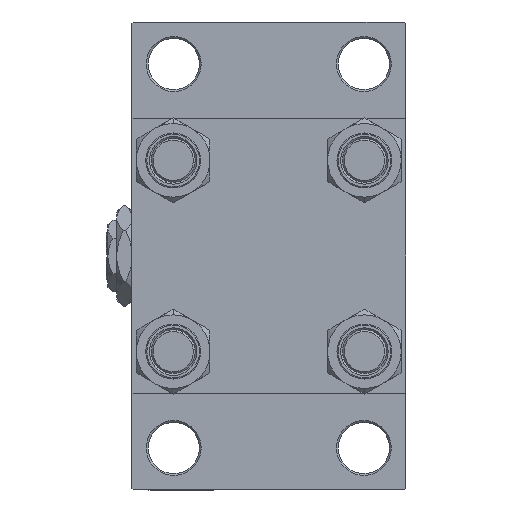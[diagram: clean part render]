
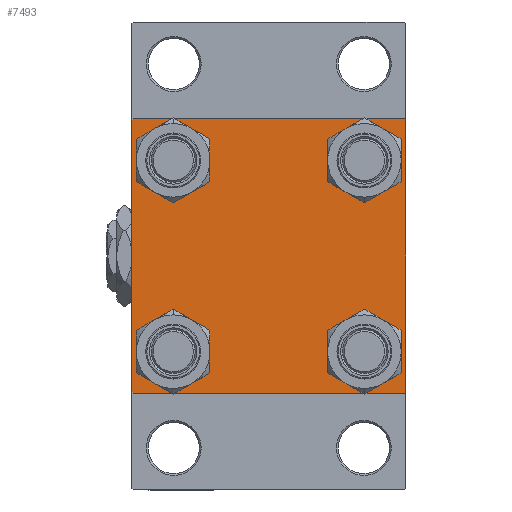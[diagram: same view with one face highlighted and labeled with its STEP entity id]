
A CAD part, left-side view. The second image highlights one B-rep face of the part: STEP entity #7493.
In plain terms, the highlighted planar face has unit normal (-1, 0, 0).
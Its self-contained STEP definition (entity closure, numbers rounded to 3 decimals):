
#16 = DIRECTION ( 'NONE',  ( 1., 0., 0. ) ) ;
#87 = VERTEX_POINT ( 'NONE', #37936 ) ;
#267 = AXIS2_PLACEMENT_3D ( 'NONE', #36180, #40129, #32229 ) ;
#354 = ORIENTED_EDGE ( 'NONE', *, *, #6475, .T. ) ;
#2106 = CIRCLE ( 'NONE', #25805, 6.5 ) ;
#3363 = VERTEX_POINT ( 'NONE', #13636 ) ;
#3424 = LINE ( 'NONE', #25947, #6090 ) ;
#3544 = FACE_BOUND ( 'NONE', #7078, .T. ) ;
#3580 = CARTESIAN_POINT ( 'NONE',  ( 0., 37.5, 37.5 ) ) ;
#3621 = DIRECTION ( 'NONE',  ( 0., 0., 1. ) ) ;
#3779 = CARTESIAN_POINT ( 'NONE',  ( 0., 26.15, 19.65 ) ) ;
#4037 = FACE_BOUND ( 'NONE', #18160, .T. ) ;
#4287 = DIRECTION ( 'NONE',  ( 0., 0., 1. ) ) ;
#4498 = DIRECTION ( 'NONE',  ( 0., 0., -1. ) ) ;
#5186 = ORIENTED_EDGE ( 'NONE', *, *, #34802, .T. ) ;
#5288 = DIRECTION ( 'NONE',  ( 0., -0.707, -0.707 ) ) ;
#5331 = EDGE_CURVE ( 'NONE', #16503, #6692, #2106, .T. ) ;
#5543 = VECTOR ( 'NONE', #5288, 1000. ) ;
#5639 = LINE ( 'NONE', #35342, #19156 ) ;
#5856 = VERTEX_POINT ( 'NONE', #20849 ) ;
#6090 = VECTOR ( 'NONE', #19245, 1000. ) ;
#6475 = EDGE_CURVE ( 'NONE', #8356, #16686, #20337, .T. ) ;
#6557 = DIRECTION ( 'NONE',  ( 1., 0., 0. ) ) ;
#6692 = VERTEX_POINT ( 'NONE', #28784 ) ;
#7078 = EDGE_LOOP ( 'NONE', ( #48392, #32334 ) ) ;
#7252 = CARTESIAN_POINT ( 'NONE',  ( 0., 0., 0. ) ) ;
#7492 = CARTESIAN_POINT ( 'NONE',  ( 0., 26.15, -19.65 ) ) ;
#7493 = ADVANCED_FACE ( 'NONE', ( #4037, #3544, #45863, #26803, #11457 ), #37194, .T. ) ;
#7539 = LINE ( 'NONE', #3580, #15274 ) ;
#8182 = CARTESIAN_POINT ( 'NONE',  ( 0., -26.15, -26.15 ) ) ;
#8356 = VERTEX_POINT ( 'NONE', #36291 ) ;
#8443 = CARTESIAN_POINT ( 'NONE',  ( 0., 37.5, 37.5 ) ) ;
#8924 = LINE ( 'NONE', #8443, #13714 ) ;
#9139 = ORIENTED_EDGE ( 'NONE', *, *, #21356, .T. ) ;
#9203 = DIRECTION ( 'NONE',  ( 0., 0., 1. ) ) ;
#11457 = FACE_OUTER_BOUND ( 'NONE', #15961, .T. ) ;
#11565 = CARTESIAN_POINT ( 'NONE',  ( 0., -37.5, 37.5 ) ) ;
#11641 = AXIS2_PLACEMENT_3D ( 'NONE', #35441, #43101, #9203 ) ;
#12233 = DIRECTION ( 'NONE',  ( 0., 0., 1. ) ) ;
#12900 = VECTOR ( 'NONE', #34010, 1000. ) ;
#12959 = CARTESIAN_POINT ( 'NONE',  ( 0., 37.5, -37. ) ) ;
#13115 = EDGE_CURVE ( 'NONE', #43828, #27888, #19648, .T. ) ;
#13311 = DIRECTION ( 'NONE',  ( 1., 0., 0. ) ) ;
#13636 = CARTESIAN_POINT ( 'NONE',  ( 0., -26.15, -32.65 ) ) ;
#13714 = VECTOR ( 'NONE', #4498, 1000. ) ;
#14452 = AXIS2_PLACEMENT_3D ( 'NONE', #44984, #26158, #33327 ) ;
#14571 = CARTESIAN_POINT ( 'NONE',  ( 0., -37.5, -37. ) ) ;
#14702 = DIRECTION ( 'NONE',  ( 0., -1., 0. ) ) ;
#14739 = EDGE_CURVE ( 'NONE', #27858, #20335, #43319, .T. ) ;
#14935 = CARTESIAN_POINT ( 'NONE',  ( 0., -37.5, 37. ) ) ;
#14988 = DIRECTION ( 'NONE',  ( 1., 0., 0. ) ) ;
#15036 = CARTESIAN_POINT ( 'NONE',  ( 0., 26.15, -32.65 ) ) ;
#15184 = CARTESIAN_POINT ( 'NONE',  ( 0., 37.5, 37. ) ) ;
#15274 = VECTOR ( 'NONE', #14702, 1000. ) ;
#15685 = CARTESIAN_POINT ( 'NONE',  ( 0., 37.25, -37.25 ) ) ;
#15961 = EDGE_LOOP ( 'NONE', ( #26612, #29972, #32274, #40522, #41524, #47443, #38953, #5186 ) ) ;
#16503 = VERTEX_POINT ( 'NONE', #21826 ) ;
#16686 = VERTEX_POINT ( 'NONE', #3779 ) ;
#17943 = CIRCLE ( 'NONE', #28231, 6.5 ) ;
#18160 = EDGE_LOOP ( 'NONE', ( #42008, #32331 ) ) ;
#18458 = CARTESIAN_POINT ( 'NONE',  ( 0., -26.15, 26.15 ) ) ;
#18911 = CARTESIAN_POINT ( 'NONE',  ( 0., 37.25, 37.25 ) ) ;
#19156 = VECTOR ( 'NONE', #32352, 1000. ) ;
#19245 = DIRECTION ( 'NONE',  ( 0., 0.707, 0.707 ) ) ;
#19648 = LINE ( 'NONE', #15685, #5543 ) ;
#20147 = AXIS2_PLACEMENT_3D ( 'NONE', #43439, #6557, #40432 ) ;
#20273 = VERTEX_POINT ( 'NONE', #40068 ) ;
#20335 = VERTEX_POINT ( 'NONE', #14571 ) ;
#20337 = CIRCLE ( 'NONE', #21105, 6.5 ) ;
#20507 = EDGE_CURVE ( 'NONE', #27888, #27858, #5639, .T. ) ;
#20849 = CARTESIAN_POINT ( 'NONE',  ( 0., -26.15, -19.65 ) ) ;
#21105 = AXIS2_PLACEMENT_3D ( 'NONE', #31040, #43153, #12233 ) ;
#21160 = CIRCLE ( 'NONE', #48797, 6.5 ) ;
#21356 = EDGE_CURVE ( 'NONE', #34029, #27836, #35793, .T. ) ;
#21452 = CARTESIAN_POINT ( 'NONE',  ( 0., -26.15, 26.15 ) ) ;
#21826 = CARTESIAN_POINT ( 'NONE',  ( 0., -26.15, 32.65 ) ) ;
#22617 = LINE ( 'NONE', #18911, #12900 ) ;
#23126 = EDGE_CURVE ( 'NONE', #16686, #8356, #41343, .T. ) ;
#23464 = EDGE_CURVE ( 'NONE', #34877, #43828, #8924, .T. ) ;
#25805 = AXIS2_PLACEMENT_3D ( 'NONE', #21452, #13311, #36807 ) ;
#25947 = CARTESIAN_POINT ( 'NONE',  ( 0., -37.25, 37.25 ) ) ;
#26158 = DIRECTION ( 'NONE',  ( 1., 0., 0. ) ) ;
#26411 = ORIENTED_EDGE ( 'NONE', *, *, #23126, .T. ) ;
#26612 = ORIENTED_EDGE ( 'NONE', *, *, #23464, .T. ) ;
#26803 = FACE_BOUND ( 'NONE', #38824, .T. ) ;
#27836 = VERTEX_POINT ( 'NONE', #15036 ) ;
#27858 = VERTEX_POINT ( 'NONE', #40776 ) ;
#27888 = VERTEX_POINT ( 'NONE', #41773 ) ;
#28231 = AXIS2_PLACEMENT_3D ( 'NONE', #8182, #16, #34413 ) ;
#28784 = CARTESIAN_POINT ( 'NONE',  ( 0., -26.15, 19.65 ) ) ;
#29063 = AXIS2_PLACEMENT_3D ( 'NONE', #7252, #44877, #4287 ) ;
#29972 = ORIENTED_EDGE ( 'NONE', *, *, #13115, .T. ) ;
#31040 = CARTESIAN_POINT ( 'NONE',  ( 0., 26.15, 26.15 ) ) ;
#32190 = CIRCLE ( 'NONE', #11641, 6.5 ) ;
#32229 = DIRECTION ( 'NONE',  ( 0., 0., 1. ) ) ;
#32274 = ORIENTED_EDGE ( 'NONE', *, *, #20507, .T. ) ;
#32331 = ORIENTED_EDGE ( 'NONE', *, *, #47134, .T. ) ;
#32334 = ORIENTED_EDGE ( 'NONE', *, *, #46668, .T. ) ;
#32352 = DIRECTION ( 'NONE',  ( 0., -1., 0. ) ) ;
#32761 = ORIENTED_EDGE ( 'NONE', *, *, #46456, .T. ) ;
#33327 = DIRECTION ( 'NONE',  ( 0., 0., 1. ) ) ;
#33590 = EDGE_CURVE ( 'NONE', #38853, #20335, #34084, .T. ) ;
#34010 = DIRECTION ( 'NONE',  ( 0., 0.707, -0.707 ) ) ;
#34029 = VERTEX_POINT ( 'NONE', #7492 ) ;
#34084 = LINE ( 'NONE', #11565, #37358 ) ;
#34332 = DIRECTION ( 'NONE',  ( 0., 0., -1. ) ) ;
#34413 = DIRECTION ( 'NONE',  ( 0., 0., 1. ) ) ;
#34753 = EDGE_CURVE ( 'NONE', #20273, #87, #7539, .T. ) ;
#34802 = EDGE_CURVE ( 'NONE', #20273, #34877, #22617, .T. ) ;
#34877 = VERTEX_POINT ( 'NONE', #15184 ) ;
#35342 = CARTESIAN_POINT ( 'NONE',  ( 0., 37.5, -37.5 ) ) ;
#35441 = CARTESIAN_POINT ( 'NONE',  ( 0., 26.15, -26.15 ) ) ;
#35793 = CIRCLE ( 'NONE', #14452, 6.5 ) ;
#36180 = CARTESIAN_POINT ( 'NONE',  ( 0., 26.15, 26.15 ) ) ;
#36291 = CARTESIAN_POINT ( 'NONE',  ( 0., 26.15, 32.65 ) ) ;
#36746 = CIRCLE ( 'NONE', #20147, 6.5 ) ;
#36807 = DIRECTION ( 'NONE',  ( 0., 0., 1. ) ) ;
#37194 = PLANE ( 'NONE',  #29063 ) ;
#37358 = VECTOR ( 'NONE', #34332, 1000. ) ;
#37936 = CARTESIAN_POINT ( 'NONE',  ( 0., -37., 37.5 ) ) ;
#38824 = EDGE_LOOP ( 'NONE', ( #354, #26411 ) ) ;
#38853 = VERTEX_POINT ( 'NONE', #14935 ) ;
#38953 = ORIENTED_EDGE ( 'NONE', *, *, #34753, .F. ) ;
#39356 = CARTESIAN_POINT ( 'NONE',  ( 0., -37.25, -37.25 ) ) ;
#39588 = DIRECTION ( 'NONE',  ( 0., -0.707, 0.707 ) ) ;
#39992 = EDGE_LOOP ( 'NONE', ( #9139, #32761 ) ) ;
#40068 = CARTESIAN_POINT ( 'NONE',  ( 0., 37., 37.5 ) ) ;
#40129 = DIRECTION ( 'NONE',  ( 1., 0., 0. ) ) ;
#40432 = DIRECTION ( 'NONE',  ( 0., 0., 1. ) ) ;
#40522 = ORIENTED_EDGE ( 'NONE', *, *, #14739, .T. ) ;
#40776 = CARTESIAN_POINT ( 'NONE',  ( 0., -37., -37.5 ) ) ;
#40820 = EDGE_CURVE ( 'NONE', #5856, #3363, #36746, .T. ) ;
#41343 = CIRCLE ( 'NONE', #267, 6.5 ) ;
#41524 = ORIENTED_EDGE ( 'NONE', *, *, #33590, .F. ) ;
#41773 = CARTESIAN_POINT ( 'NONE',  ( 0., 37., -37.5 ) ) ;
#42008 = ORIENTED_EDGE ( 'NONE', *, *, #5331, .T. ) ;
#43101 = DIRECTION ( 'NONE',  ( 1., 0., 0. ) ) ;
#43153 = DIRECTION ( 'NONE',  ( 1., 0., 0. ) ) ;
#43319 = LINE ( 'NONE', #39356, #48247 ) ;
#43439 = CARTESIAN_POINT ( 'NONE',  ( 0., -26.15, -26.15 ) ) ;
#43828 = VERTEX_POINT ( 'NONE', #12959 ) ;
#44877 = DIRECTION ( 'NONE',  ( -1., 0., 0. ) ) ;
#44984 = CARTESIAN_POINT ( 'NONE',  ( 0., 26.15, -26.15 ) ) ;
#45863 = FACE_BOUND ( 'NONE', #39992, .T. ) ;
#46041 = EDGE_CURVE ( 'NONE', #38853, #87, #3424, .T. ) ;
#46456 = EDGE_CURVE ( 'NONE', #27836, #34029, #32190, .T. ) ;
#46668 = EDGE_CURVE ( 'NONE', #3363, #5856, #17943, .T. ) ;
#47134 = EDGE_CURVE ( 'NONE', #6692, #16503, #21160, .T. ) ;
#47443 = ORIENTED_EDGE ( 'NONE', *, *, #46041, .T. ) ;
#48247 = VECTOR ( 'NONE', #39588, 1000. ) ;
#48392 = ORIENTED_EDGE ( 'NONE', *, *, #40820, .T. ) ;
#48797 = AXIS2_PLACEMENT_3D ( 'NONE', #18458, #14988, #3621 ) ;
